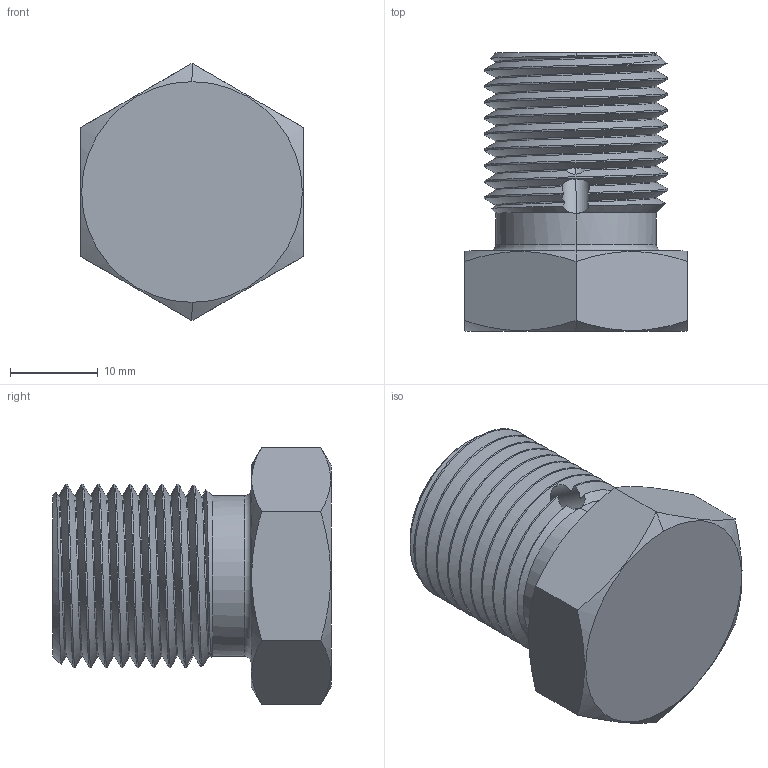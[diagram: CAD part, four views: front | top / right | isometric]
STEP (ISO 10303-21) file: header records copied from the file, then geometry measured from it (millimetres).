
FILE_DESCRIPTION (( 'STEP AP203' ), '1' );
FILE_NAME ('AD-347MSS-BL.STEP', '2025-08-01T13:14:31', ( '' ), ( '' ), 'SwSTEP 2.0', 'SolidWorks 2018', '' );
FILE_SCHEMA (( 'CONFIG_CONTROL_DESIGN' ));
Length unit declared in the file: inch
Products named in the file (1): AD-347MSS-BL
Bounding box: 25.4 x 31.75 x 29.33 mm (x, y, z)
Volume: 9585.4 mm3; surface area: 4749.5 mm2
Topology: 1 solids, 1 shells, 204 faces, 573 edges, 375 vertices
Faces by surface type: bspline 72, plane 62, cylinder 53, cone 13, torus 4
Entity records: 13346 total; most frequent: CARTESIAN_POINT 8867, ORIENTED_EDGE 1142, DIRECTION 578, EDGE_CURVE 571, VERTEX_POINT 375, LINE 250, VECTOR 250, EDGE_LOOP 216
